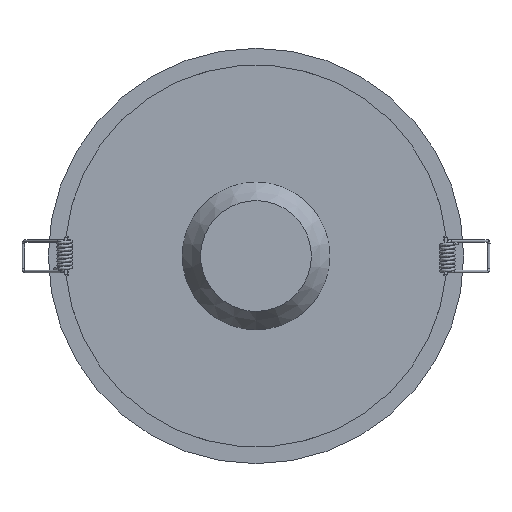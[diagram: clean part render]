
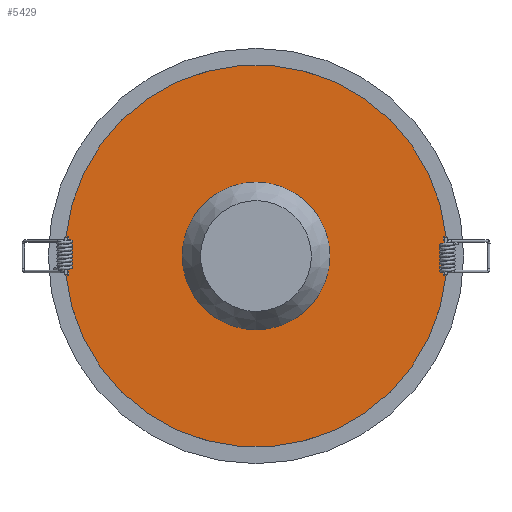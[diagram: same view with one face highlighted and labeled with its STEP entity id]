
A CAD part, front view. The second image highlights one B-rep face of the part: STEP entity #5429.
In plain terms, the highlighted face is planar.
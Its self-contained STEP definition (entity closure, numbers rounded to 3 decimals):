
#11 = VERTEX_POINT ( 'NONE', #4369 ) ;
#78 = DIRECTION ( 'NONE',  ( 1., 0., 0. ) ) ;
#110 = VERTEX_POINT ( 'NONE', #1433 ) ;
#122 = DIRECTION ( 'NONE',  ( 1., 0., 0. ) ) ;
#142 = FACE_BOUND ( 'NONE', #6790, .T. ) ;
#160 = DIRECTION ( 'NONE',  ( 0., 1., 0. ) ) ;
#164 = ORIENTED_EDGE ( 'NONE', *, *, #6512, .T. ) ;
#233 = CARTESIAN_POINT ( 'NONE',  ( 0., -10.5, 10. ) ) ;
#241 = ORIENTED_EDGE ( 'NONE', *, *, #1562, .T. ) ;
#338 = AXIS2_PLACEMENT_3D ( 'NONE', #895, #6958, #5125 ) ;
#361 = LINE ( 'NONE', #3375, #4844 ) ;
#362 = EDGE_CURVE ( 'NONE', #3305, #3252, #3735, .T. ) ;
#402 = VERTEX_POINT ( 'NONE', #5622 ) ;
#430 = ORIENTED_EDGE ( 'NONE', *, *, #6863, .T. ) ;
#575 = LINE ( 'NONE', #4095, #3722 ) ;
#582 = CIRCLE ( 'NONE', #5551, 40. ) ;
#624 = LINE ( 'NONE', #3641, #1511 ) ;
#630 = VERTEX_POINT ( 'NONE', #3810 ) ;
#635 = VECTOR ( 'NONE', #122, 1000. ) ;
#673 = VERTEX_POINT ( 'NONE', #1384 ) ;
#675 = CARTESIAN_POINT ( 'NONE',  ( 0., 10.5, 10. ) ) ;
#679 = DIRECTION ( 'NONE',  ( 0., 0., 1. ) ) ;
#895 = CARTESIAN_POINT ( 'NONE',  ( 0., 0., 10. ) ) ;
#912 = VERTEX_POINT ( 'NONE', #4109 ) ;
#969 = VECTOR ( 'NONE', #160, 1000. ) ;
#1045 = DIRECTION ( 'NONE',  ( 1., 0., 0. ) ) ;
#1200 = EDGE_CURVE ( 'NONE', #1241, #630, #3054, .T. ) ;
#1241 = VERTEX_POINT ( 'NONE', #6218 ) ;
#1257 = CARTESIAN_POINT ( 'NONE',  ( 103.5, 9., 10. ) ) ;
#1270 = EDGE_CURVE ( 'NONE', #110, #912, #3129, .T. ) ;
#1312 = DIRECTION ( 'NONE',  ( -1., 0., 0. ) ) ;
#1384 = CARTESIAN_POINT ( 'NONE',  ( 103.5, 8.5, 10. ) ) ;
#1433 = CARTESIAN_POINT ( 'NONE',  ( -102.966, -10.5, 10. ) ) ;
#1511 = VECTOR ( 'NONE', #1312, 1000. ) ;
#1562 = EDGE_CURVE ( 'NONE', #4713, #1569, #5084, .T. ) ;
#1569 = VERTEX_POINT ( 'NONE', #2068 ) ;
#1571 = ORIENTED_EDGE ( 'NONE', *, *, #6078, .T. ) ;
#1627 = DIRECTION ( 'NONE',  ( 0., 0., 1. ) ) ;
#1661 = VECTOR ( 'NONE', #7054, 1000. ) ;
#1690 = VERTEX_POINT ( 'NONE', #3671 ) ;
#1712 = CARTESIAN_POINT ( 'NONE',  ( 101.5, -10.5, 10. ) ) ;
#1795 = DIRECTION ( 'NONE',  ( 0., 1., 0. ) ) ;
#1802 = VERTEX_POINT ( 'NONE', #6951 ) ;
#1899 = ORIENTED_EDGE ( 'NONE', *, *, #3373, .F. ) ;
#1938 = CARTESIAN_POINT ( 'NONE',  ( 101.5, -8.5, 10. ) ) ;
#1967 = DIRECTION ( 'NONE',  ( -1., 0., 0. ) ) ;
#2026 = PLANE ( 'NONE',  #338 ) ;
#2043 = ORIENTED_EDGE ( 'NONE', *, *, #6859, .T. ) ;
#2052 = ORIENTED_EDGE ( 'NONE', *, *, #7373, .T. ) ;
#2068 = CARTESIAN_POINT ( 'NONE',  ( -103.5, -8.5, 10. ) ) ;
#2076 = DIRECTION ( 'NONE',  ( -1., 0., 0. ) ) ;
#2207 = LINE ( 'NONE', #2849, #1661 ) ;
#2261 = DIRECTION ( 'NONE',  ( -1., 0., 0. ) ) ;
#2397 = CARTESIAN_POINT ( 'NONE',  ( -101.5, 10.5, 10. ) ) ;
#2498 = CARTESIAN_POINT ( 'NONE',  ( -102.966, 10.5, 10. ) ) ;
#2512 = CARTESIAN_POINT ( 'NONE',  ( 0., 0., 10. ) ) ;
#2523 = DIRECTION ( 'NONE',  ( 0., -1., 0. ) ) ;
#2849 = CARTESIAN_POINT ( 'NONE',  ( 0., 10.5, 10. ) ) ;
#2938 = CARTESIAN_POINT ( 'NONE',  ( 0., 0., 10. ) ) ;
#3054 = LINE ( 'NONE', #675, #5005 ) ;
#3092 = DIRECTION ( 'NONE',  ( 0., 0., 1. ) ) ;
#3108 = ORIENTED_EDGE ( 'NONE', *, *, #1200, .T. ) ;
#3129 = CIRCLE ( 'NONE', #6164, 103.5 ) ;
#3137 = DIRECTION ( 'NONE',  ( 0., -1., 0. ) ) ;
#3252 = VERTEX_POINT ( 'NONE', #5756 ) ;
#3305 = VERTEX_POINT ( 'NONE', #3385 ) ;
#3373 = EDGE_CURVE ( 'NONE', #11, #11, #582, .T. ) ;
#3375 = CARTESIAN_POINT ( 'NONE',  ( 0., -8.5, 10. ) ) ;
#3385 = CARTESIAN_POINT ( 'NONE',  ( -101.5, -8.5, 10. ) ) ;
#3501 = DIRECTION ( 'NONE',  ( 0., -1., 0. ) ) ;
#3641 = CARTESIAN_POINT ( 'NONE',  ( 0., 8.5, 10. ) ) ;
#3671 = CARTESIAN_POINT ( 'NONE',  ( 103.5, -8.5, 10. ) ) ;
#3676 = VECTOR ( 'NONE', #3982, 1000. ) ;
#3722 = VECTOR ( 'NONE', #1795, 1000. ) ;
#3735 = LINE ( 'NONE', #6717, #5754 ) ;
#3797 = ORIENTED_EDGE ( 'NONE', *, *, #5940, .T. ) ;
#3810 = CARTESIAN_POINT ( 'NONE',  ( 102.966, 10.5, 10. ) ) ;
#3889 = EDGE_CURVE ( 'NONE', #1802, #1241, #6931, .T. ) ;
#3954 = VECTOR ( 'NONE', #6785, 1000. ) ;
#3975 = FACE_OUTER_BOUND ( 'NONE', #4351, .T. ) ;
#3982 = DIRECTION ( 'NONE',  ( 0., 1., 0. ) ) ;
#4095 = CARTESIAN_POINT ( 'NONE',  ( 101.5, 0., 10. ) ) ;
#4109 = CARTESIAN_POINT ( 'NONE',  ( 102.966, -10.5, 10. ) ) ;
#4351 = EDGE_LOOP ( 'NONE', ( #2052, #430, #5113, #6418, #7528, #3108, #1571, #3797, #2043, #164, #241, #4595, #4352, #7713, #6699, #5350 ) ) ;
#4352 = ORIENTED_EDGE ( 'NONE', *, *, #362, .T. ) ;
#4361 = CARTESIAN_POINT ( 'NONE',  ( 0., -8.5, 10. ) ) ;
#4369 = CARTESIAN_POINT ( 'NONE',  ( 0., -40., 10. ) ) ;
#4443 = LINE ( 'NONE', #1257, #969 ) ;
#4467 = EDGE_CURVE ( 'NONE', #1690, #673, #4443, .T. ) ;
#4537 = DIRECTION ( 'NONE',  ( 0., -1., 0. ) ) ;
#4552 = VECTOR ( 'NONE', #2076, 1000. ) ;
#4572 = CARTESIAN_POINT ( 'NONE',  ( 0., 8.5, 10. ) ) ;
#4595 = ORIENTED_EDGE ( 'NONE', *, *, #5917, .T. ) ;
#4713 = VERTEX_POINT ( 'NONE', #6630 ) ;
#4844 = VECTOR ( 'NONE', #1045, 1000. ) ;
#4878 = EDGE_CURVE ( 'NONE', #912, #7757, #5698, .T. ) ;
#5005 = VECTOR ( 'NONE', #78, 1000. ) ;
#5084 = LINE ( 'NONE', #7506, #6035 ) ;
#5113 = ORIENTED_EDGE ( 'NONE', *, *, #4467, .T. ) ;
#5125 = DIRECTION ( 'NONE',  ( 0., -1., 0. ) ) ;
#5159 = LINE ( 'NONE', #4572, #5981 ) ;
#5208 = CARTESIAN_POINT ( 'NONE',  ( 101.5, 0., 10. ) ) ;
#5295 = EDGE_CURVE ( 'NONE', #673, #1802, #624, .T. ) ;
#5338 = VERTEX_POINT ( 'NONE', #2498 ) ;
#5350 = ORIENTED_EDGE ( 'NONE', *, *, #4878, .T. ) ;
#5429 = ADVANCED_FACE ( 'NONE', ( #142, #3975 ), #2026, .T. ) ;
#5500 = DIRECTION ( 'NONE',  ( 0., -1., 0. ) ) ;
#5551 = AXIS2_PLACEMENT_3D ( 'NONE', #2938, #1627, #3501 ) ;
#5622 = CARTESIAN_POINT ( 'NONE',  ( -101.5, 8.5, 10. ) ) ;
#5698 = LINE ( 'NONE', #233, #4552 ) ;
#5754 = VECTOR ( 'NONE', #2523, 1000. ) ;
#5756 = CARTESIAN_POINT ( 'NONE',  ( -101.5, -10.5, 10. ) ) ;
#5917 = EDGE_CURVE ( 'NONE', #1569, #3305, #361, .T. ) ;
#5940 = EDGE_CURVE ( 'NONE', #5338, #6720, #2207, .T. ) ;
#5981 = VECTOR ( 'NONE', #2261, 1000. ) ;
#6035 = VECTOR ( 'NONE', #4537, 1000. ) ;
#6078 = EDGE_CURVE ( 'NONE', #630, #5338, #6869, .T. ) ;
#6147 = CARTESIAN_POINT ( 'NONE',  ( 0., 0., 10. ) ) ;
#6164 = AXIS2_PLACEMENT_3D ( 'NONE', #2512, #3092, #5500 ) ;
#6187 = LINE ( 'NONE', #4361, #635 ) ;
#6218 = CARTESIAN_POINT ( 'NONE',  ( 101.5, 10.5, 10. ) ) ;
#6227 = EDGE_CURVE ( 'NONE', #3252, #110, #7366, .T. ) ;
#6354 = VECTOR ( 'NONE', #1967, 1000. ) ;
#6418 = ORIENTED_EDGE ( 'NONE', *, *, #5295, .T. ) ;
#6486 = AXIS2_PLACEMENT_3D ( 'NONE', #6147, #679, #3137 ) ;
#6512 = EDGE_CURVE ( 'NONE', #402, #4713, #5159, .T. ) ;
#6630 = CARTESIAN_POINT ( 'NONE',  ( -103.5, 8.5, 10. ) ) ;
#6699 = ORIENTED_EDGE ( 'NONE', *, *, #1270, .T. ) ;
#6717 = CARTESIAN_POINT ( 'NONE',  ( -101.5, 0., 10. ) ) ;
#6720 = VERTEX_POINT ( 'NONE', #2397 ) ;
#6785 = DIRECTION ( 'NONE',  ( 0., -1., 0. ) ) ;
#6790 = EDGE_LOOP ( 'NONE', ( #1899 ) ) ;
#6859 = EDGE_CURVE ( 'NONE', #6720, #402, #7445, .T. ) ;
#6863 = EDGE_CURVE ( 'NONE', #7874, #1690, #6187, .T. ) ;
#6869 = CIRCLE ( 'NONE', #6486, 103.5 ) ;
#6899 = CARTESIAN_POINT ( 'NONE',  ( 0., -10.5, 10. ) ) ;
#6931 = LINE ( 'NONE', #5208, #3676 ) ;
#6951 = CARTESIAN_POINT ( 'NONE',  ( 101.5, 8.5, 10. ) ) ;
#6958 = DIRECTION ( 'NONE',  ( 0., 0., 1. ) ) ;
#7054 = DIRECTION ( 'NONE',  ( 1., 0., 0. ) ) ;
#7366 = LINE ( 'NONE', #6899, #6354 ) ;
#7367 = CARTESIAN_POINT ( 'NONE',  ( -101.5, 0., 10. ) ) ;
#7373 = EDGE_CURVE ( 'NONE', #7757, #7874, #575, .T. ) ;
#7445 = LINE ( 'NONE', #7367, #3954 ) ;
#7506 = CARTESIAN_POINT ( 'NONE',  ( -103.5, -9., 10. ) ) ;
#7528 = ORIENTED_EDGE ( 'NONE', *, *, #3889, .T. ) ;
#7713 = ORIENTED_EDGE ( 'NONE', *, *, #6227, .T. ) ;
#7757 = VERTEX_POINT ( 'NONE', #1712 ) ;
#7874 = VERTEX_POINT ( 'NONE', #1938 ) ;
